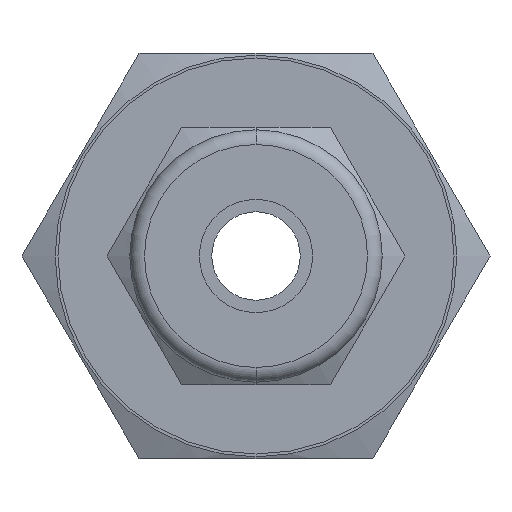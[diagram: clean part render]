
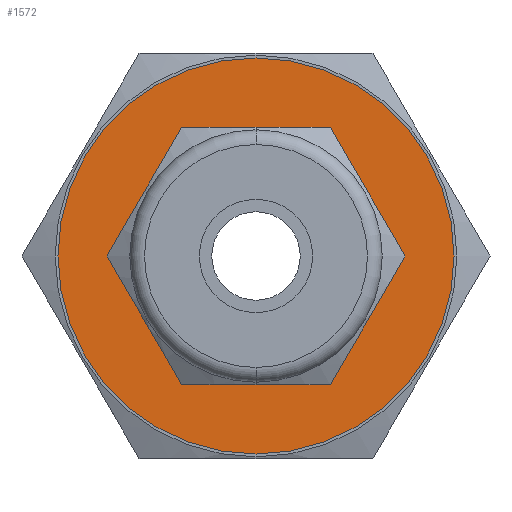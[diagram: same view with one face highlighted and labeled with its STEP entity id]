
A CAD part, left-side view. The second image highlights one B-rep face of the part: STEP entity #1572.
In plain terms, the highlighted planar face has unit normal (-1, 0, 0).
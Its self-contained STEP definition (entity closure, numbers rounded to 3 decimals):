
#26 = ORIENTED_EDGE ( 'NONE', *, *, #1680, .T. ) ;
#46 = EDGE_CURVE ( 'NONE', #282, #630, #458, .T. ) ;
#68 = CIRCLE ( 'NONE', #71, 4.7 ) ;
#71 = AXIS2_PLACEMENT_3D ( 'NONE', #1016, #222, #1146 ) ;
#134 = EDGE_LOOP ( 'NONE', ( #26, #1087 ) ) ;
#142 = VERTEX_POINT ( 'NONE', #1115 ) ;
#222 = DIRECTION ( 'NONE',  ( -1., 0., 0. ) ) ;
#226 = CARTESIAN_POINT ( 'NONE',  ( 17.605, 0., 4.7 ) ) ;
#260 = CARTESIAN_POINT ( 'NONE',  ( 17.605, 0., 0. ) ) ;
#282 = VERTEX_POINT ( 'NONE', #226 ) ;
#313 = CARTESIAN_POINT ( 'NONE',  ( 17.605, 0., 0. ) ) ;
#379 = FACE_BOUND ( 'NONE', #657, .T. ) ;
#399 = DIRECTION ( 'NONE',  ( 0., 0., 1. ) ) ;
#449 = DIRECTION ( 'NONE',  ( 0., 0., 1. ) ) ;
#458 = CIRCLE ( 'NONE', #1655, 4.7 ) ;
#610 = AXIS2_PLACEMENT_3D ( 'NONE', #1544, #761, #1674 ) ;
#630 = VERTEX_POINT ( 'NONE', #1316 ) ;
#657 = EDGE_LOOP ( 'NONE', ( #1235, #1677 ) ) ;
#696 = CIRCLE ( 'NONE', #1669, 10.75 ) ;
#726 = DIRECTION ( 'NONE',  ( -1., 0., 0. ) ) ;
#734 = FACE_OUTER_BOUND ( 'NONE', #134, .T. ) ;
#741 = CARTESIAN_POINT ( 'NONE',  ( 17.605, 0., 10.75 ) ) ;
#761 = DIRECTION ( 'NONE',  ( 1., 0., 0. ) ) ;
#919 = EDGE_CURVE ( 'NONE', #142, #993, #696, .T. ) ;
#993 = VERTEX_POINT ( 'NONE', #741 ) ;
#1016 = CARTESIAN_POINT ( 'NONE',  ( 17.605, 0., 0. ) ) ;
#1041 = AXIS2_PLACEMENT_3D ( 'NONE', #260, #1180, #399 ) ;
#1087 = ORIENTED_EDGE ( 'NONE', *, *, #919, .T. ) ;
#1115 = CARTESIAN_POINT ( 'NONE',  ( 17.605, 0., -10.75 ) ) ;
#1146 = DIRECTION ( 'NONE',  ( 0., 0., 1. ) ) ;
#1180 = DIRECTION ( 'NONE',  ( -1., 0., 0. ) ) ;
#1229 = DIRECTION ( 'NONE',  ( -1., 0., 0. ) ) ;
#1235 = ORIENTED_EDGE ( 'NONE', *, *, #46, .F. ) ;
#1282 = PLANE ( 'NONE',  #610 ) ;
#1316 = CARTESIAN_POINT ( 'NONE',  ( 17.605, 0., -4.7 ) ) ;
#1515 = CARTESIAN_POINT ( 'NONE',  ( 17.605, 0., 0. ) ) ;
#1541 = EDGE_CURVE ( 'NONE', #630, #282, #68, .T. ) ;
#1544 = CARTESIAN_POINT ( 'NONE',  ( 17.605, 0., 0. ) ) ;
#1572 = ADVANCED_FACE ( 'NONE', ( #379, #734 ), #1282, .F. ) ;
#1639 = DIRECTION ( 'NONE',  ( 0., 0., 1. ) ) ;
#1651 = CIRCLE ( 'NONE', #1041, 10.75 ) ;
#1655 = AXIS2_PLACEMENT_3D ( 'NONE', #313, #1229, #449 ) ;
#1669 = AXIS2_PLACEMENT_3D ( 'NONE', #1515, #726, #1639 ) ;
#1674 = DIRECTION ( 'NONE',  ( 0., 0., -1. ) ) ;
#1677 = ORIENTED_EDGE ( 'NONE', *, *, #1541, .F. ) ;
#1680 = EDGE_CURVE ( 'NONE', #993, #142, #1651, .T. ) ;
